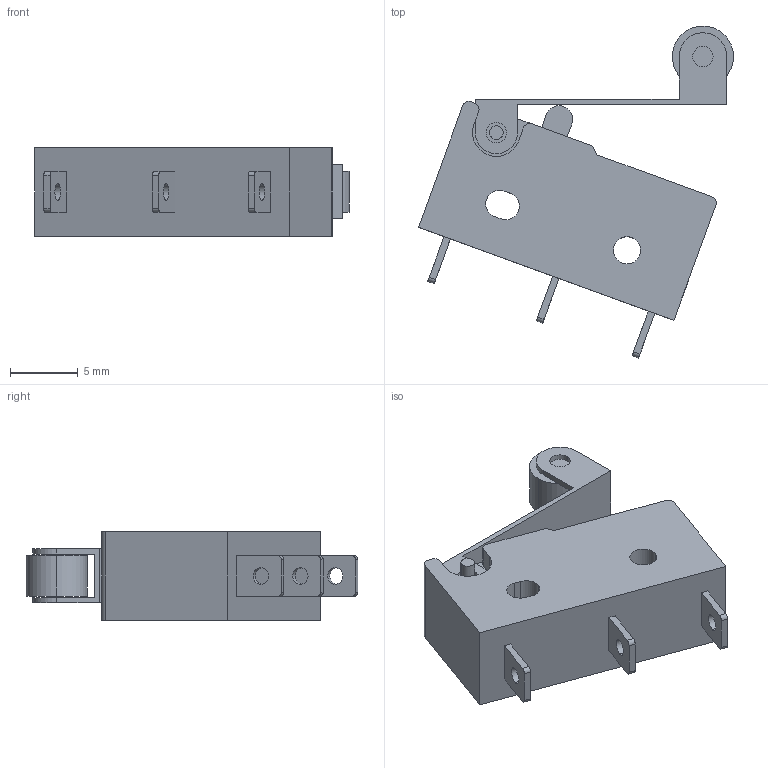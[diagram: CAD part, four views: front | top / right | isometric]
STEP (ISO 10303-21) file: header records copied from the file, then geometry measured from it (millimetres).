
FILE_DESCRIPTION (( 'STEP AP214' ), '1' );
FILE_NAME ('Micro Switch asm癹弇羲壽.step', '2016-10-28T07:09:43', ( 'dell' ), ( '' ), 'SwSTEP 2.0', 'SolidWorks 2013', '' );
FILE_SCHEMA (( 'AUTOMOTIVE_DESIGN' ));
Length unit declared in the file: millimetre
Products named in the file (1): Micro Switch asm癹弇羲壽
Bounding box: 23.18 x 24.43 x 6.5 mm (x, y, z)
Volume: 1312.4 mm3; surface area: 1305.9 mm2
Topology: 3 solids, 3 shells, 98 faces, 258 edges, 172 vertices
Faces by surface type: plane 53, cylinder 45
Entity records: 4218 total; most frequent: DIRECTION 546, CARTESIAN_POINT 529, ORIENTED_EDGE 516, EDGE_CURVE 258, AXIS2_PLACEMENT_3D 189, VERTEX_POINT 172, LINE 168, VECTOR 168
